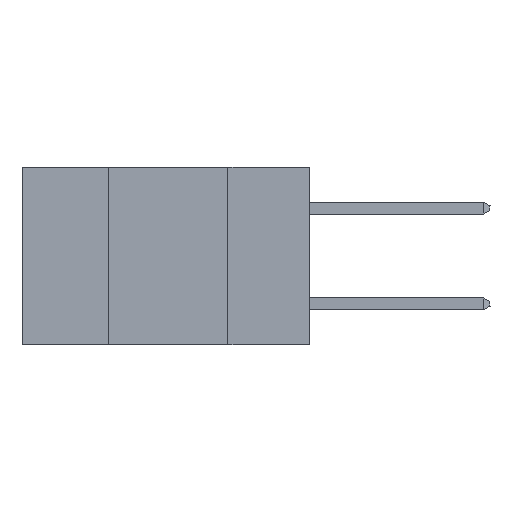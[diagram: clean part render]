
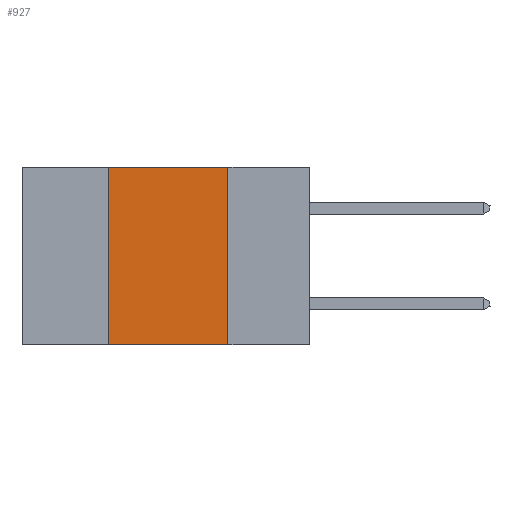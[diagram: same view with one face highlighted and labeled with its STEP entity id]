
A CAD part, left-side view. The second image highlights one B-rep face of the part: STEP entity #927.
In plain terms, the highlighted planar face has unit normal (-1, 0, 0).
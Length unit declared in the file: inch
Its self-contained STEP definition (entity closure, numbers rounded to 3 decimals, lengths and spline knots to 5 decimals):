
#294 = ORIENTED_EDGE ( 'NONE', *, *, #10636, .F. ) ;
#336 = EDGE_CURVE ( 'NONE', #3124, #9612, #2795, .T. ) ;
#640 = LINE ( 'NONE', #5830, #5404 ) ;
#683 = EDGE_CURVE ( 'NONE', #3124, #6743, #640, .T. ) ;
#927 = ADVANCED_FACE ( 'NONE', ( #7486 ), #3654, .F. ) ;
#1175 = DIRECTION ( 'NONE',  ( 0., 0., -1. ) ) ;
#1371 = CARTESIAN_POINT ( 'NONE',  ( 0., 0.17, 0. ) ) ;
#1471 = CARTESIAN_POINT ( 'NONE',  ( 0., 0.6, -0.37 ) ) ;
#2428 = VECTOR ( 'NONE', #4202, 39.37008 ) ;
#2710 = DIRECTION ( 'NONE',  ( 1., 0., 0. ) ) ;
#2795 = LINE ( 'NONE', #1471, #5569 ) ;
#3124 = VERTEX_POINT ( 'NONE', #7664 ) ;
#3235 = CARTESIAN_POINT ( 'NONE',  ( 0., 0.17, -0.37 ) ) ;
#3654 = PLANE ( 'NONE',  #7863 ) ;
#3662 = VERTEX_POINT ( 'NONE', #1371 ) ;
#3752 = EDGE_CURVE ( 'NONE', #6743, #3662, #4937, .T. ) ;
#3986 = CARTESIAN_POINT ( 'NONE',  ( 0., 0.42, 0. ) ) ;
#4202 = DIRECTION ( 'NONE',  ( 0., -1., 0. ) ) ;
#4937 = LINE ( 'NONE', #7692, #2428 ) ;
#5404 = VECTOR ( 'NONE', #8429, 39.37008 ) ;
#5569 = VECTOR ( 'NONE', #6879, 39.37008 ) ;
#5830 = CARTESIAN_POINT ( 'NONE',  ( 0., 0.42, 0. ) ) ;
#6062 = ORIENTED_EDGE ( 'NONE', *, *, #683, .F. ) ;
#6510 = CARTESIAN_POINT ( 'NONE',  ( 0., 0.17, 0. ) ) ;
#6743 = VERTEX_POINT ( 'NONE', #3986 ) ;
#6879 = DIRECTION ( 'NONE',  ( 0., -1., 0. ) ) ;
#7337 = LINE ( 'NONE', #6510, #8706 ) ;
#7486 = FACE_OUTER_BOUND ( 'NONE', #10697, .T. ) ;
#7664 = CARTESIAN_POINT ( 'NONE',  ( 0., 0.42, -0.37 ) ) ;
#7692 = CARTESIAN_POINT ( 'NONE',  ( 0., 0.6, 0. ) ) ;
#7863 = AXIS2_PLACEMENT_3D ( 'NONE', #8971, #2710, #9835 ) ;
#8429 = DIRECTION ( 'NONE',  ( 0., 0., 1. ) ) ;
#8697 = ORIENTED_EDGE ( 'NONE', *, *, #3752, .F. ) ;
#8706 = VECTOR ( 'NONE', #1175, 39.37008 ) ;
#8971 = CARTESIAN_POINT ( 'NONE',  ( 0., 0.6, 0. ) ) ;
#9612 = VERTEX_POINT ( 'NONE', #3235 ) ;
#9835 = DIRECTION ( 'NONE',  ( 0., 0., -1. ) ) ;
#10352 = ORIENTED_EDGE ( 'NONE', *, *, #336, .T. ) ;
#10636 = EDGE_CURVE ( 'NONE', #3662, #9612, #7337, .T. ) ;
#10697 = EDGE_LOOP ( 'NONE', ( #294, #8697, #6062, #10352 ) ) ;
